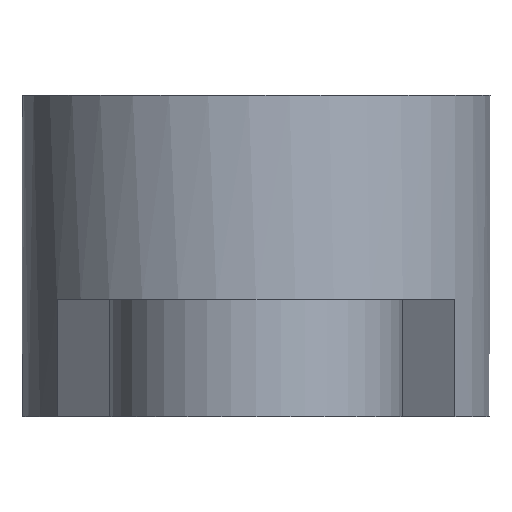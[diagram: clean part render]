
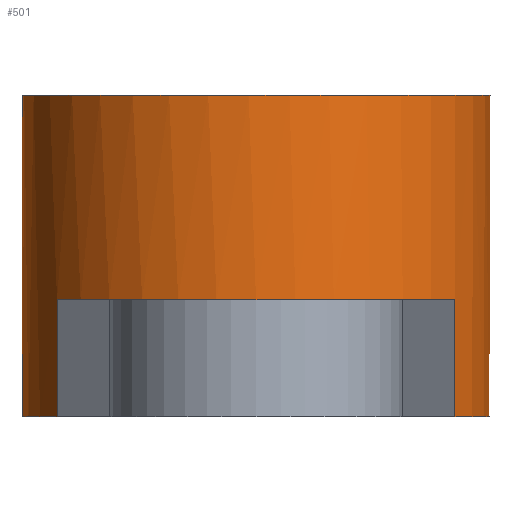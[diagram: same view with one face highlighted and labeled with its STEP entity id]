
A CAD part, left-side view. The second image highlights one B-rep face of the part: STEP entity #501.
In plain terms, the highlighted cylindrical face has radius 4 mm (diameter 8 mm), a full revolution.
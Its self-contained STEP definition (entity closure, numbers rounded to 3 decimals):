
#76=FACE_OUTER_BOUND('',#114,.T.);
#114=EDGE_LOOP('',(#430,#431,#432,#433,#434,#435,#436,#437,#438,#439,#440));
#140=LINE('',#799,#170);
#142=LINE('',#805,#172);
#153=LINE('',#852,#183);
#155=LINE('',#858,#185);
#158=LINE('',#870,#188);
#170=VECTOR('',#650,10.);
#172=VECTOR('',#654,10.);
#183=VECTOR('',#707,10.);
#185=VECTOR('',#711,10.);
#188=VECTOR('',#728,4.);
#207=CIRCLE('',#551,4.);
#220=CIRCLE('',#573,4.);
#221=CIRCLE('',#575,4.);
#222=CIRCLE('',#576,4.);
#223=CIRCLE('',#577,4.);
#240=VERTEX_POINT('',#792);
#243=VERTEX_POINT('',#797);
#244=VERTEX_POINT('',#801);
#246=VERTEX_POINT('',#804);
#258=VERTEX_POINT('',#845);
#261=VERTEX_POINT('',#850);
#262=VERTEX_POINT('',#854);
#264=VERTEX_POINT('',#857);
#266=VERTEX_POINT('',#868);
#294=EDGE_CURVE('',#240,#243,#140,.T.);
#296=EDGE_CURVE('',#246,#244,#142,.T.);
#301=EDGE_CURVE('',#243,#246,#207,.T.);
#320=EDGE_CURVE('',#258,#261,#153,.T.);
#322=EDGE_CURVE('',#264,#262,#155,.T.);
#327=EDGE_CURVE('',#261,#264,#220,.T.);
#328=EDGE_CURVE('',#266,#266,#221,.T.);
#329=EDGE_CURVE('',#266,#246,#158,.T.);
#330=EDGE_CURVE('',#244,#258,#222,.T.);
#331=EDGE_CURVE('',#262,#240,#223,.T.);
#430=ORIENTED_EDGE('',*,*,#328,.F.);
#431=ORIENTED_EDGE('',*,*,#329,.T.);
#432=ORIENTED_EDGE('',*,*,#296,.T.);
#433=ORIENTED_EDGE('',*,*,#330,.T.);
#434=ORIENTED_EDGE('',*,*,#320,.T.);
#435=ORIENTED_EDGE('',*,*,#327,.T.);
#436=ORIENTED_EDGE('',*,*,#322,.T.);
#437=ORIENTED_EDGE('',*,*,#331,.T.);
#438=ORIENTED_EDGE('',*,*,#294,.T.);
#439=ORIENTED_EDGE('',*,*,#301,.T.);
#440=ORIENTED_EDGE('',*,*,#329,.F.);
#477=CYLINDRICAL_SURFACE('',#574,4.);
#501=ADVANCED_FACE('',(#76),#477,.T.);
#551=AXIS2_PLACEMENT_3D('',#813,#665,#666);
#573=AXIS2_PLACEMENT_3D('',#866,#722,#723);
#574=AXIS2_PLACEMENT_3D('',#867,#724,#725);
#575=AXIS2_PLACEMENT_3D('',#869,#726,#727);
#576=AXIS2_PLACEMENT_3D('',#871,#729,#730);
#577=AXIS2_PLACEMENT_3D('',#872,#731,#732);
#650=DIRECTION('',(0.,0.,1.));
#654=DIRECTION('',(0.,0.,-1.));
#665=DIRECTION('center_axis',(0.,0.,1.));
#666=DIRECTION('ref_axis',(-0.527,-0.85,0.));
#707=DIRECTION('',(0.,0.,1.));
#711=DIRECTION('',(0.,0.,-1.));
#722=DIRECTION('center_axis',(0.,0.,1.));
#723=DIRECTION('ref_axis',(-0.527,-0.85,0.));
#724=DIRECTION('center_axis',(0.,0.,1.));
#725=DIRECTION('ref_axis',(-0.527,-0.85,0.));
#726=DIRECTION('center_axis',(0.,0.,1.));
#727=DIRECTION('ref_axis',(-0.527,-0.85,0.));
#728=DIRECTION('',(0.,0.,-1.));
#729=DIRECTION('center_axis',(0.,0.,1.));
#730=DIRECTION('ref_axis',(-0.527,-0.85,0.));
#731=DIRECTION('center_axis',(0.,0.,1.));
#732=DIRECTION('ref_axis',(-0.527,-0.85,0.));
#792=CARTESIAN_POINT('',(2.107,-3.4,0.));
#797=CARTESIAN_POINT('',(2.107,-3.4,2.));
#799=CARTESIAN_POINT('',(2.107,-3.4,0.));
#801=CARTESIAN_POINT('',(2.107,3.4,0.));
#804=CARTESIAN_POINT('',(2.107,3.4,2.));
#805=CARTESIAN_POINT('',(2.107,3.4,0.));
#813=CARTESIAN_POINT('Origin',(0.,0.,2.));
#845=CARTESIAN_POINT('',(-2.107,3.4,0.));
#850=CARTESIAN_POINT('',(-2.107,3.4,2.));
#852=CARTESIAN_POINT('',(-2.107,3.4,0.));
#854=CARTESIAN_POINT('',(-2.107,-3.4,0.));
#857=CARTESIAN_POINT('',(-2.107,-3.4,2.));
#858=CARTESIAN_POINT('',(-2.107,-3.4,0.));
#866=CARTESIAN_POINT('Origin',(0.,0.,2.));
#867=CARTESIAN_POINT('Origin',(0.,0.,0.));
#868=CARTESIAN_POINT('',(2.107,3.4,5.5));
#869=CARTESIAN_POINT('Origin',(0.,0.,5.5));
#870=CARTESIAN_POINT('',(2.107,3.4,0.));
#871=CARTESIAN_POINT('Origin',(0.,0.,0.));
#872=CARTESIAN_POINT('Origin',(0.,0.,0.));
